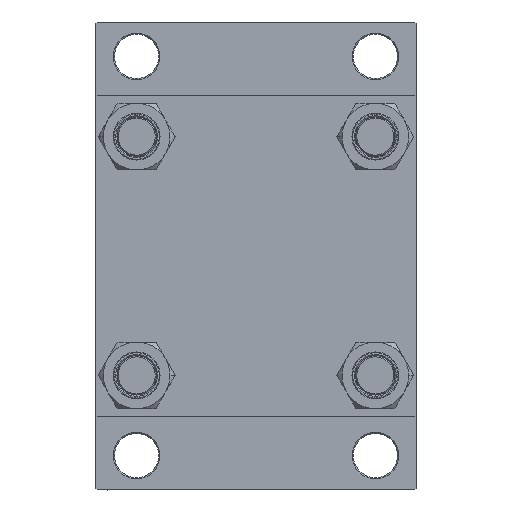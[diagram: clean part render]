
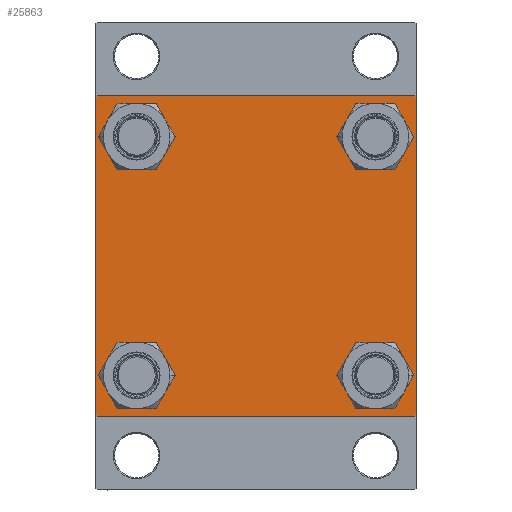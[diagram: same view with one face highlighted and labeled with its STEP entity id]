
A CAD part, left-side view. The second image highlights one B-rep face of the part: STEP entity #25863.
In plain terms, the highlighted planar face has unit normal (-1, 0, 0).
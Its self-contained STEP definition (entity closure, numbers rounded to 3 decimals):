
#251 = FACE_BOUND ( 'NONE', #29446, .T. ) ;
#287 = EDGE_CURVE ( 'NONE', #38068, #13249, #35757, .T. ) ;
#417 = VERTEX_POINT ( 'NONE', #25387 ) ;
#527 = CARTESIAN_POINT ( 'NONE',  ( 0., 48.45, -39.95 ) ) ;
#635 = CARTESIAN_POINT ( 'NONE',  ( 0., 48.45, 39.95 ) ) ;
#1162 = EDGE_CURVE ( 'NONE', #30294, #6788, #45915, .T. ) ;
#1241 = CARTESIAN_POINT ( 'NONE',  ( 0., -48.45, 56.95 ) ) ;
#1463 = ORIENTED_EDGE ( 'NONE', *, *, #287, .T. ) ;
#2236 = VECTOR ( 'NONE', #41137, 1000. ) ;
#3164 = FACE_BOUND ( 'NONE', #7129, .T. ) ;
#3520 = ORIENTED_EDGE ( 'NONE', *, *, #35605, .T. ) ;
#5024 = LINE ( 'NONE', #19767, #33119 ) ;
#5070 = LINE ( 'NONE', #19817, #20286 ) ;
#5277 = DIRECTION ( 'NONE',  ( 0., 0., 1. ) ) ;
#5822 = CARTESIAN_POINT ( 'NONE',  ( 0., 64.75, 64.75 ) ) ;
#6322 = AXIS2_PLACEMENT_3D ( 'NONE', #44433, #25388, #43486 ) ;
#6788 = VERTEX_POINT ( 'NONE', #27427 ) ;
#7129 = EDGE_LOOP ( 'NONE', ( #23532, #19723 ) ) ;
#7399 = CARTESIAN_POINT ( 'NONE',  ( 0., 64.75, -64.75 ) ) ;
#7748 = AXIS2_PLACEMENT_3D ( 'NONE', #39689, #13137, #35098 ) ;
#8361 = CIRCLE ( 'NONE', #29206, 8.5 ) ;
#8411 = DIRECTION ( 'NONE',  ( 0., 0., -1. ) ) ;
#8911 = DIRECTION ( 'NONE',  ( 0., 0., 1. ) ) ;
#8964 = ORIENTED_EDGE ( 'NONE', *, *, #19765, .F. ) ;
#9120 = ORIENTED_EDGE ( 'NONE', *, *, #1162, .T. ) ;
#9209 = DIRECTION ( 'NONE',  ( 0., 0., 1. ) ) ;
#9442 = EDGE_CURVE ( 'NONE', #38068, #6788, #30158, .T. ) ;
#9934 = EDGE_LOOP ( 'NONE', ( #46204, #42572, #22039, #34004, #8964, #9120, #22144, #1463 ) ) ;
#10015 = AXIS2_PLACEMENT_3D ( 'NONE', #20023, #42687, #27270 ) ;
#10386 = LINE ( 'NONE', #39599, #28787 ) ;
#11008 = CARTESIAN_POINT ( 'NONE',  ( 0., 48.45, -56.95 ) ) ;
#11483 = DIRECTION ( 'NONE',  ( 0., 0.707, 0.707 ) ) ;
#12815 = CARTESIAN_POINT ( 'NONE',  ( 0., -65., 64.5 ) ) ;
#13137 = DIRECTION ( 'NONE',  ( 1., 0., 0. ) ) ;
#13142 = ORIENTED_EDGE ( 'NONE', *, *, #22251, .T. ) ;
#13249 = VERTEX_POINT ( 'NONE', #24497 ) ;
#13810 = CIRCLE ( 'NONE', #38489, 8.5 ) ;
#14326 = CARTESIAN_POINT ( 'NONE',  ( 0., 48.45, 56.95 ) ) ;
#14727 = EDGE_CURVE ( 'NONE', #18100, #22414, #13810, .T. ) ;
#14993 = FACE_OUTER_BOUND ( 'NONE', #9934, .T. ) ;
#15167 = CIRCLE ( 'NONE', #35222, 8.5 ) ;
#15200 = DIRECTION ( 'NONE',  ( 1., 0., 0. ) ) ;
#16019 = CARTESIAN_POINT ( 'NONE',  ( 0., 65., -65. ) ) ;
#16136 = CARTESIAN_POINT ( 'NONE',  ( 0., 65., 65. ) ) ;
#16498 = AXIS2_PLACEMENT_3D ( 'NONE', #38363, #24587, #5277 ) ;
#16934 = CARTESIAN_POINT ( 'NONE',  ( 0., 48.45, -48.45 ) ) ;
#17251 = VERTEX_POINT ( 'NONE', #527 ) ;
#18100 = VERTEX_POINT ( 'NONE', #14326 ) ;
#18665 = VECTOR ( 'NONE', #35279, 1000. ) ;
#18765 = CARTESIAN_POINT ( 'NONE',  ( 0., -48.45, 48.45 ) ) ;
#18930 = VERTEX_POINT ( 'NONE', #33039 ) ;
#18976 = CARTESIAN_POINT ( 'NONE',  ( 0., -64.75, 64.75 ) ) ;
#19056 = EDGE_CURVE ( 'NONE', #22860, #417, #30045, .T. ) ;
#19723 = ORIENTED_EDGE ( 'NONE', *, *, #29966, .T. ) ;
#19765 = EDGE_CURVE ( 'NONE', #30294, #47619, #5024, .T. ) ;
#19767 = CARTESIAN_POINT ( 'NONE',  ( 0., -65., 65. ) ) ;
#19802 = CARTESIAN_POINT ( 'NONE',  ( 0., -48.45, 39.95 ) ) ;
#19817 = CARTESIAN_POINT ( 'NONE',  ( 0., 65., 65. ) ) ;
#20023 = CARTESIAN_POINT ( 'NONE',  ( 0., -48.45, -48.45 ) ) ;
#20286 = VECTOR ( 'NONE', #27301, 1000. ) ;
#20851 = CIRCLE ( 'NONE', #7748, 8.5 ) ;
#22039 = ORIENTED_EDGE ( 'NONE', *, *, #19056, .T. ) ;
#22144 = ORIENTED_EDGE ( 'NONE', *, *, #9442, .F. ) ;
#22145 = DIRECTION ( 'NONE',  ( 0., -0.707, -0.707 ) ) ;
#22251 = EDGE_CURVE ( 'NONE', #26767, #42265, #40935, .T. ) ;
#22414 = VERTEX_POINT ( 'NONE', #635 ) ;
#22860 = VERTEX_POINT ( 'NONE', #44710 ) ;
#23532 = ORIENTED_EDGE ( 'NONE', *, *, #14727, .T. ) ;
#24497 = CARTESIAN_POINT ( 'NONE',  ( 0., 65., 64.5 ) ) ;
#24587 = DIRECTION ( 'NONE',  ( 1., 0., 0. ) ) ;
#24867 = DIRECTION ( 'NONE',  ( 0., -0.707, 0.707 ) ) ;
#24910 = EDGE_CURVE ( 'NONE', #42265, #26767, #39447, .T. ) ;
#25267 = VERTEX_POINT ( 'NONE', #11008 ) ;
#25387 = CARTESIAN_POINT ( 'NONE',  ( 0., -64.5, -65. ) ) ;
#25388 = DIRECTION ( 'NONE',  ( -1., 0., 0. ) ) ;
#25863 = ADVANCED_FACE ( 'NONE', ( #28785, #33350, #251, #3164, #14993 ), #29733, .T. ) ;
#26767 = VERTEX_POINT ( 'NONE', #19802 ) ;
#27270 = DIRECTION ( 'NONE',  ( 0., 0., 1. ) ) ;
#27301 = DIRECTION ( 'NONE',  ( 0., 0., -1. ) ) ;
#27348 = EDGE_CURVE ( 'NONE', #13249, #30321, #5070, .T. ) ;
#27365 = EDGE_CURVE ( 'NONE', #417, #47619, #10386, .T. ) ;
#27427 = CARTESIAN_POINT ( 'NONE',  ( 0., -64.5, 65. ) ) ;
#27945 = EDGE_CURVE ( 'NONE', #30321, #22860, #36616, .T. ) ;
#28785 = FACE_BOUND ( 'NONE', #31516, .T. ) ;
#28787 = VECTOR ( 'NONE', #24867, 1000. ) ;
#28924 = DIRECTION ( 'NONE',  ( 1., 0., 0. ) ) ;
#29206 = AXIS2_PLACEMENT_3D ( 'NONE', #16934, #38897, #9209 ) ;
#29321 = CIRCLE ( 'NONE', #10015, 8.5 ) ;
#29446 = EDGE_LOOP ( 'NONE', ( #47066, #3520 ) ) ;
#29733 = PLANE ( 'NONE',  #6322 ) ;
#29751 = CARTESIAN_POINT ( 'NONE',  ( 0., -65., -64.5 ) ) ;
#29966 = EDGE_CURVE ( 'NONE', #22414, #18100, #41948, .T. ) ;
#30045 = LINE ( 'NONE', #16019, #2236 ) ;
#30158 = LINE ( 'NONE', #16136, #42166 ) ;
#30294 = VERTEX_POINT ( 'NONE', #12815 ) ;
#30321 = VERTEX_POINT ( 'NONE', #42491 ) ;
#31363 = CARTESIAN_POINT ( 'NONE',  ( 0., 48.45, 48.45 ) ) ;
#31516 = EDGE_LOOP ( 'NONE', ( #38976, #13142 ) ) ;
#32382 = CARTESIAN_POINT ( 'NONE',  ( 0., -48.45, -39.95 ) ) ;
#32461 = AXIS2_PLACEMENT_3D ( 'NONE', #18765, #28924, #36622 ) ;
#33039 = CARTESIAN_POINT ( 'NONE',  ( 0., -48.45, -56.95 ) ) ;
#33119 = VECTOR ( 'NONE', #8411, 1000. ) ;
#33350 = FACE_BOUND ( 'NONE', #46803, .T. ) ;
#34004 = ORIENTED_EDGE ( 'NONE', *, *, #27365, .T. ) ;
#34504 = CARTESIAN_POINT ( 'NONE',  ( 0., -48.45, 48.45 ) ) ;
#35098 = DIRECTION ( 'NONE',  ( 0., 0., 1. ) ) ;
#35222 = AXIS2_PLACEMENT_3D ( 'NONE', #37409, #15200, #41492 ) ;
#35279 = DIRECTION ( 'NONE',  ( 0., 0.707, -0.707 ) ) ;
#35605 = EDGE_CURVE ( 'NONE', #25267, #17251, #15167, .T. ) ;
#35757 = LINE ( 'NONE', #5822, #18665 ) ;
#36616 = LINE ( 'NONE', #7399, #38028 ) ;
#36622 = DIRECTION ( 'NONE',  ( 0., 0., 1. ) ) ;
#37162 = CARTESIAN_POINT ( 'NONE',  ( 0., 64.5, 65. ) ) ;
#37409 = CARTESIAN_POINT ( 'NONE',  ( 0., 48.45, -48.45 ) ) ;
#38028 = VECTOR ( 'NONE', #22145, 1000. ) ;
#38068 = VERTEX_POINT ( 'NONE', #37162 ) ;
#38363 = CARTESIAN_POINT ( 'NONE',  ( 0., 48.45, 48.45 ) ) ;
#38489 = AXIS2_PLACEMENT_3D ( 'NONE', #31363, #42218, #46076 ) ;
#38897 = DIRECTION ( 'NONE',  ( 1., 0., 0. ) ) ;
#38976 = ORIENTED_EDGE ( 'NONE', *, *, #24910, .T. ) ;
#39447 = CIRCLE ( 'NONE', #43299, 8.5 ) ;
#39599 = CARTESIAN_POINT ( 'NONE',  ( 0., -64.75, -64.75 ) ) ;
#39689 = CARTESIAN_POINT ( 'NONE',  ( 0., -48.45, -48.45 ) ) ;
#39823 = ORIENTED_EDGE ( 'NONE', *, *, #46689, .T. ) ;
#40935 = CIRCLE ( 'NONE', #32461, 8.5 ) ;
#41137 = DIRECTION ( 'NONE',  ( 0., -1., 0. ) ) ;
#41492 = DIRECTION ( 'NONE',  ( 0., 0., 1. ) ) ;
#41948 = CIRCLE ( 'NONE', #16498, 8.5 ) ;
#42166 = VECTOR ( 'NONE', #45816, 1000. ) ;
#42218 = DIRECTION ( 'NONE',  ( 1., 0., 0. ) ) ;
#42265 = VERTEX_POINT ( 'NONE', #1241 ) ;
#42271 = EDGE_CURVE ( 'NONE', #17251, #25267, #8361, .T. ) ;
#42330 = VERTEX_POINT ( 'NONE', #32382 ) ;
#42491 = CARTESIAN_POINT ( 'NONE',  ( 0., 65., -64.5 ) ) ;
#42549 = VECTOR ( 'NONE', #11483, 1000. ) ;
#42553 = ORIENTED_EDGE ( 'NONE', *, *, #46297, .T. ) ;
#42572 = ORIENTED_EDGE ( 'NONE', *, *, #27945, .T. ) ;
#42687 = DIRECTION ( 'NONE',  ( 1., 0., 0. ) ) ;
#43299 = AXIS2_PLACEMENT_3D ( 'NONE', #34504, #46079, #8911 ) ;
#43486 = DIRECTION ( 'NONE',  ( 0., 0., 1. ) ) ;
#44433 = CARTESIAN_POINT ( 'NONE',  ( 0., 0., 0. ) ) ;
#44710 = CARTESIAN_POINT ( 'NONE',  ( 0., 64.5, -65. ) ) ;
#45816 = DIRECTION ( 'NONE',  ( 0., -1., 0. ) ) ;
#45915 = LINE ( 'NONE', #18976, #42549 ) ;
#46076 = DIRECTION ( 'NONE',  ( 0., 0., 1. ) ) ;
#46079 = DIRECTION ( 'NONE',  ( 1., 0., 0. ) ) ;
#46204 = ORIENTED_EDGE ( 'NONE', *, *, #27348, .T. ) ;
#46297 = EDGE_CURVE ( 'NONE', #18930, #42330, #29321, .T. ) ;
#46689 = EDGE_CURVE ( 'NONE', #42330, #18930, #20851, .T. ) ;
#46803 = EDGE_LOOP ( 'NONE', ( #39823, #42553 ) ) ;
#47066 = ORIENTED_EDGE ( 'NONE', *, *, #42271, .T. ) ;
#47619 = VERTEX_POINT ( 'NONE', #29751 ) ;
